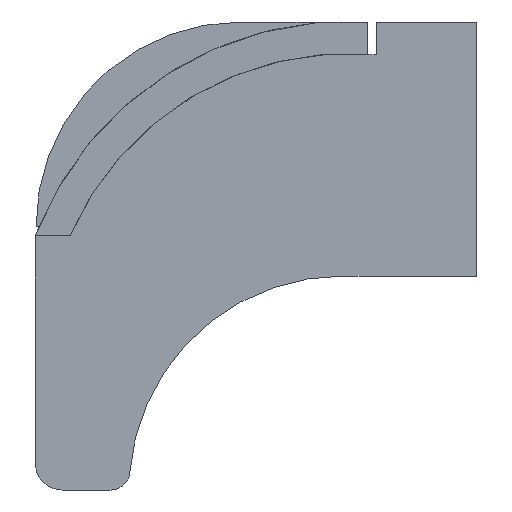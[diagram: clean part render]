
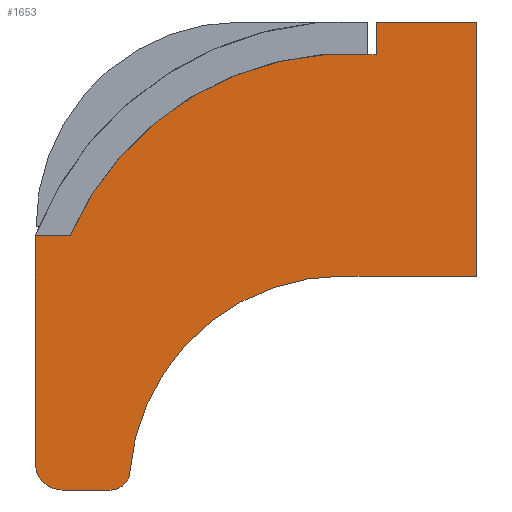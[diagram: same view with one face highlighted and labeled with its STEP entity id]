
A CAD part, left-side view. The second image highlights one B-rep face of the part: STEP entity #1653.
In plain terms, the highlighted planar face has unit normal (-1, 0, 0).
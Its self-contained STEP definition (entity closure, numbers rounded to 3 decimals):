
#55=PLANE('',#1783);
#128=FACE_OUTER_BOUND('',#224,.T.);
#224=EDGE_LOOP('',(#1277,#1278,#1279,#1280,#1281,#1282,#1283,#1284,#1285,
#1286,#1287,#1288));
#350=LINE('',#2548,#531);
#358=LINE('',#2572,#539);
#361=LINE('',#2578,#542);
#362=LINE('',#2582,#543);
#363=LINE('',#2588,#544);
#364=LINE('',#2590,#545);
#365=LINE('',#2591,#546);
#531=VECTOR('',#2037,10.);
#539=VECTOR('',#2061,10.);
#542=VECTOR('',#2066,10.);
#543=VECTOR('',#2069,10.);
#544=VECTOR('',#2074,10.);
#545=VECTOR('',#2075,10.);
#546=VECTOR('',#2076,10.);
#658=CIRCLE('',#1770,22.6);
#663=CIRCLE('',#1780,22.6);
#665=CIRCLE('',#1784,2.);
#666=CIRCLE('',#1785,1.4);
#667=CIRCLE('',#1786,16.);
#759=VERTEX_POINT('',#2524);
#760=VERTEX_POINT('',#2526);
#766=VERTEX_POINT('',#2547);
#772=VERTEX_POINT('',#2565);
#774=VERTEX_POINT('',#2571);
#776=VERTEX_POINT('',#2577);
#777=VERTEX_POINT('',#2579);
#778=VERTEX_POINT('',#2581);
#779=VERTEX_POINT('',#2583);
#780=VERTEX_POINT('',#2585);
#781=VERTEX_POINT('',#2587);
#782=VERTEX_POINT('',#2589);
#943=EDGE_CURVE('',#760,#759,#658,.T.);
#951=EDGE_CURVE('',#759,#766,#350,.T.);
#960=EDGE_CURVE('',#772,#760,#663,.T.);
#963=EDGE_CURVE('',#774,#772,#358,.T.);
#966=EDGE_CURVE('',#776,#766,#361,.T.);
#967=EDGE_CURVE('',#777,#776,#665,.T.);
#968=EDGE_CURVE('',#778,#777,#362,.T.);
#969=EDGE_CURVE('',#779,#778,#666,.T.);
#970=EDGE_CURVE('',#780,#779,#667,.T.);
#971=EDGE_CURVE('',#781,#780,#363,.T.);
#972=EDGE_CURVE('',#782,#781,#364,.T.);
#973=EDGE_CURVE('',#774,#782,#365,.T.);
#1277=ORIENTED_EDGE('',*,*,#963,.T.);
#1278=ORIENTED_EDGE('',*,*,#960,.T.);
#1279=ORIENTED_EDGE('',*,*,#943,.T.);
#1280=ORIENTED_EDGE('',*,*,#951,.T.);
#1281=ORIENTED_EDGE('',*,*,#966,.F.);
#1282=ORIENTED_EDGE('',*,*,#967,.F.);
#1283=ORIENTED_EDGE('',*,*,#968,.F.);
#1284=ORIENTED_EDGE('',*,*,#969,.F.);
#1285=ORIENTED_EDGE('',*,*,#970,.F.);
#1286=ORIENTED_EDGE('',*,*,#971,.F.);
#1287=ORIENTED_EDGE('',*,*,#972,.F.);
#1288=ORIENTED_EDGE('',*,*,#973,.F.);
#1653=ADVANCED_FACE('',(#128),#55,.F.);
#1770=AXIS2_PLACEMENT_3D('',#2527,#2023,#2024);
#1780=AXIS2_PLACEMENT_3D('',#2566,#2054,#2055);
#1783=AXIS2_PLACEMENT_3D('',#2576,#2064,#2065);
#1784=AXIS2_PLACEMENT_3D('',#2580,#2067,#2068);
#1785=AXIS2_PLACEMENT_3D('',#2584,#2070,#2071);
#1786=AXIS2_PLACEMENT_3D('',#2586,#2072,#2073);
#2023=DIRECTION('center_axis',(-1.,0.,0.));
#2024=DIRECTION('ref_axis',(0.,-0.059,-0.998));
#2037=DIRECTION('',(0.,1.,0.));
#2054=DIRECTION('center_axis',(-1.,0.,0.));
#2055=DIRECTION('ref_axis',(0.,0.066,-0.998));
#2061=DIRECTION('',(0.,0.,-1.));
#2064=DIRECTION('center_axis',(1.,0.,0.));
#2065=DIRECTION('ref_axis',(0.,0.,-1.));
#2066=DIRECTION('',(0.,0.,1.));
#2067=DIRECTION('center_axis',(1.,0.,0.));
#2068=DIRECTION('ref_axis',(0.,0.,-1.));
#2069=DIRECTION('',(0.,1.,0.));
#2070=DIRECTION('center_axis',(1.,0.,0.));
#2071=DIRECTION('ref_axis',(0.,-0.997,-0.08));
#2072=DIRECTION('center_axis',(-1.,0.,0.));
#2073=DIRECTION('ref_axis',(0.,-0.997,-0.08));
#2074=DIRECTION('',(0.,1.,0.));
#2075=DIRECTION('',(0.,0.,-1.));
#2076=DIRECTION('',(0.,-1.,0.));
#2524=CARTESIAN_POINT('',(-57.,30.409,19.));
#2526=CARTESIAN_POINT('',(-57.,8.167,32.595));
#2527=CARTESIAN_POINT('Origin',(-57.,9.659,10.044));
#2547=CARTESIAN_POINT('',(-57.,33.,19.));
#2548=CARTESIAN_POINT('',(-57.,31.488,19.));
#2565=CARTESIAN_POINT('',(-57.,7.5,32.541));
#2566=CARTESIAN_POINT('Origin',(-57.,9.659,10.044));
#2571=CARTESIAN_POINT('',(-57.,7.5,35.));
#2572=CARTESIAN_POINT('',(-57.,7.5,26.226));
#2576=CARTESIAN_POINT('Origin',(-57.,17.976,19.911));
#2577=CARTESIAN_POINT('',(-57.,33.,2.));
#2578=CARTESIAN_POINT('',(-57.,33.,2.));
#2579=CARTESIAN_POINT('',(-57.,31.,0.));
#2580=CARTESIAN_POINT('Origin',(-57.,31.,2.));
#2581=CARTESIAN_POINT('',(-57.,27.344,0.));
#2582=CARTESIAN_POINT('',(-57.,27.344,0.));
#2583=CARTESIAN_POINT('',(-57.,25.948,1.287));
#2584=CARTESIAN_POINT('Origin',(-57.,27.344,1.4));
#2585=CARTESIAN_POINT('',(-57.,10.,16.));
#2586=CARTESIAN_POINT('Origin',(-57.,10.,0.));
#2587=CARTESIAN_POINT('',(-57.,0.,16.));
#2588=CARTESIAN_POINT('',(-57.,0.,16.));
#2589=CARTESIAN_POINT('',(-57.,0.,35.));
#2590=CARTESIAN_POINT('',(-57.,0.,35.));
#2591=CARTESIAN_POINT('',(-57.,17.72,35.));
